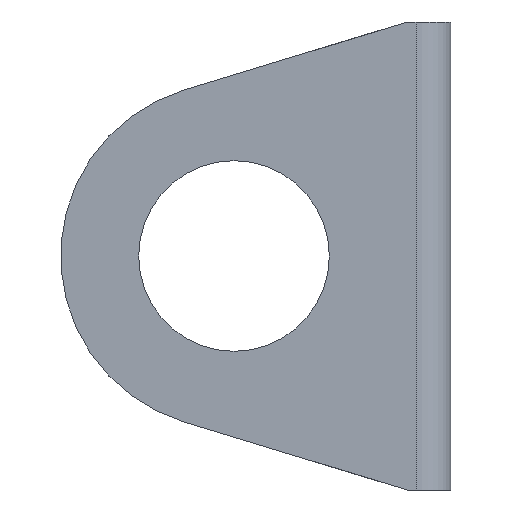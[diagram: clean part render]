
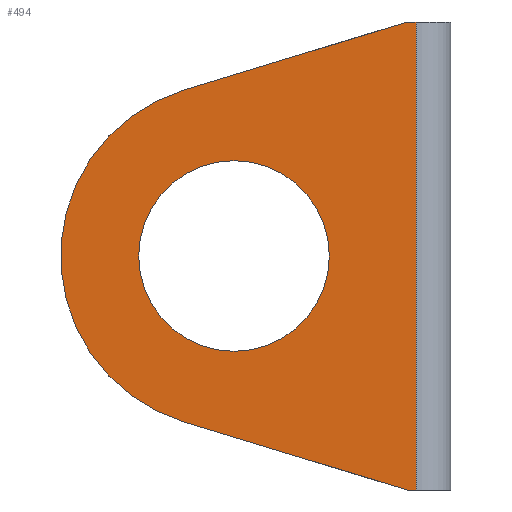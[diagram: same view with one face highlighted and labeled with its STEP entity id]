
A CAD part, left-side view. The second image highlights one B-rep face of the part: STEP entity #494.
In plain terms, the highlighted planar face has unit normal (-1, 0, 0).
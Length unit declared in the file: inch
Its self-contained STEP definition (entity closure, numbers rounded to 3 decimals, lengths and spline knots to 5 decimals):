
#2 = DIRECTION ( 'NONE',  ( 1., 0., 0. ) ) ;
#3 = ORIENTED_EDGE ( 'NONE', *, *, #540, .T. ) ;
#7 = AXIS2_PLACEMENT_3D ( 'NONE', #430, #65, #575 ) ;
#23 = AXIS2_PLACEMENT_3D ( 'NONE', #509, #463, #513 ) ;
#29 = EDGE_CURVE ( 'NONE', #344, #584, #141, .T. ) ;
#42 = LINE ( 'NONE', #543, #189 ) ;
#43 = VECTOR ( 'NONE', #160, 39.37008 ) ;
#48 = EDGE_CURVE ( 'NONE', #344, #435, #467, .T. ) ;
#58 = DIRECTION ( 'NONE',  ( 0., 0., -1. ) ) ;
#65 = DIRECTION ( 'NONE',  ( 1., 0., 0. ) ) ;
#71 = VERTEX_POINT ( 'NONE', #448 ) ;
#77 = CIRCLE ( 'NONE', #562, 0.43307 ) ;
#81 = CARTESIAN_POINT ( 'NONE',  ( 0., -0.82677, 1.06299 ) ) ;
#82 = VERTEX_POINT ( 'NONE', #191 ) ;
#85 = DIRECTION ( 'NONE',  ( 0., 0., -1. ) ) ;
#103 = LINE ( 'NONE', #455, #43 ) ;
#121 = ORIENTED_EDGE ( 'NONE', *, *, #517, .F. ) ;
#132 = VERTEX_POINT ( 'NONE', #328 ) ;
#141 = LINE ( 'NONE', #596, #359 ) ;
#142 = CARTESIAN_POINT ( 'NONE',  ( 0., 0.22946, 0.75323 ) ) ;
#147 = CARTESIAN_POINT ( 'NONE',  ( 0., 0.22946, -0.75323 ) ) ;
#154 = EDGE_CURVE ( 'NONE', #400, #435, #185, .T. ) ;
#160 = DIRECTION ( 'NONE',  ( 0., -1., 0. ) ) ;
#185 = LINE ( 'NONE', #570, #491 ) ;
#189 = VECTOR ( 'NONE', #85, 39.37008 ) ;
#191 = CARTESIAN_POINT ( 'NONE',  ( 0., -0.82677, -1.06299 ) ) ;
#195 = ORIENTED_EDGE ( 'NONE', *, *, #270, .T. ) ;
#233 = EDGE_LOOP ( 'NONE', ( #195, #416 ) ) ;
#262 = FACE_BOUND ( 'NONE', #233, .T. ) ;
#263 = VERTEX_POINT ( 'NONE', #81 ) ;
#266 = LINE ( 'NONE', #415, #544 ) ;
#270 = EDGE_CURVE ( 'NONE', #71, #132, #545, .T. ) ;
#275 = EDGE_LOOP ( 'NONE', ( #488, #497, #567, #3, #518, #121 ) ) ;
#295 = CARTESIAN_POINT ( 'NONE',  ( 0., -0.7874, 1.06299 ) ) ;
#328 = CARTESIAN_POINT ( 'NONE',  ( 0., 0., -0.43307 ) ) ;
#331 = DIRECTION ( 'NONE',  ( 0., 0.957, -0.291 ) ) ;
#344 = VERTEX_POINT ( 'NONE', #147 ) ;
#359 = VECTOR ( 'NONE', #640, 39.37008 ) ;
#362 = DIRECTION ( 'NONE',  ( 0., -1., 0. ) ) ;
#364 = FACE_OUTER_BOUND ( 'NONE', #275, .T. ) ;
#381 = EDGE_CURVE ( 'NONE', #263, #82, #42, .T. ) ;
#400 = VERTEX_POINT ( 'NONE', #295 ) ;
#415 = CARTESIAN_POINT ( 'NONE',  ( 0., 0.98425, -1.06299 ) ) ;
#416 = ORIENTED_EDGE ( 'NONE', *, *, #537, .T. ) ;
#430 = CARTESIAN_POINT ( 'NONE',  ( 0., 0., 0. ) ) ;
#435 = VERTEX_POINT ( 'NONE', #142 ) ;
#448 = CARTESIAN_POINT ( 'NONE',  ( 0., 0., 0.43307 ) ) ;
#455 = CARTESIAN_POINT ( 'NONE',  ( 0., 0.98425, 1.06299 ) ) ;
#459 = PLANE ( 'NONE',  #23 ) ;
#463 = DIRECTION ( 'NONE',  ( 1., 0., 0. ) ) ;
#467 = CIRCLE ( 'NONE', #600, 0.7874 ) ;
#488 = ORIENTED_EDGE ( 'NONE', *, *, #154, .T. ) ;
#491 = VECTOR ( 'NONE', #331, 39.37008 ) ;
#494 = ADVANCED_FACE ( 'NONE', ( #364, #262 ), #459, .F. ) ;
#497 = ORIENTED_EDGE ( 'NONE', *, *, #48, .F. ) ;
#500 = DIRECTION ( 'NONE',  ( 1., 0., 0. ) ) ;
#503 = CARTESIAN_POINT ( 'NONE',  ( 0., 0., 0. ) ) ;
#509 = CARTESIAN_POINT ( 'NONE',  ( 0., 0.98425, 1.06299 ) ) ;
#513 = DIRECTION ( 'NONE',  ( 0., 1., 0. ) ) ;
#517 = EDGE_CURVE ( 'NONE', #400, #263, #103, .T. ) ;
#518 = ORIENTED_EDGE ( 'NONE', *, *, #381, .F. ) ;
#537 = EDGE_CURVE ( 'NONE', #132, #71, #77, .T. ) ;
#540 = EDGE_CURVE ( 'NONE', #584, #82, #266, .T. ) ;
#543 = CARTESIAN_POINT ( 'NONE',  ( 0., -0.82677, 1.06299 ) ) ;
#544 = VECTOR ( 'NONE', #362, 39.37008 ) ;
#545 = CIRCLE ( 'NONE', #7, 0.43307 ) ;
#560 = CARTESIAN_POINT ( 'NONE',  ( 0., -0.7874, -1.06299 ) ) ;
#562 = AXIS2_PLACEMENT_3D ( 'NONE', #601, #2, #58 ) ;
#567 = ORIENTED_EDGE ( 'NONE', *, *, #29, .T. ) ;
#570 = CARTESIAN_POINT ( 'NONE',  ( 0., -0.7874, 1.06299 ) ) ;
#575 = DIRECTION ( 'NONE',  ( 0., 0., -1. ) ) ;
#584 = VERTEX_POINT ( 'NONE', #560 ) ;
#592 = DIRECTION ( 'NONE',  ( 0., 0., -1. ) ) ;
#596 = CARTESIAN_POINT ( 'NONE',  ( 0., 0.22946, -0.75323 ) ) ;
#600 = AXIS2_PLACEMENT_3D ( 'NONE', #503, #500, #592 ) ;
#601 = CARTESIAN_POINT ( 'NONE',  ( 0., 0., 0. ) ) ;
#640 = DIRECTION ( 'NONE',  ( 0., -0.957, -0.291 ) ) ;
